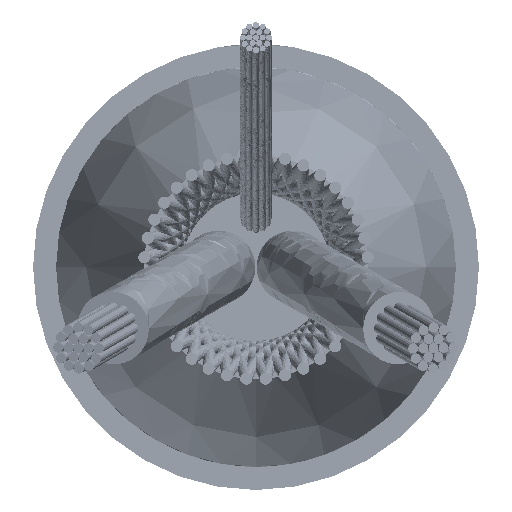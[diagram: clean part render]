
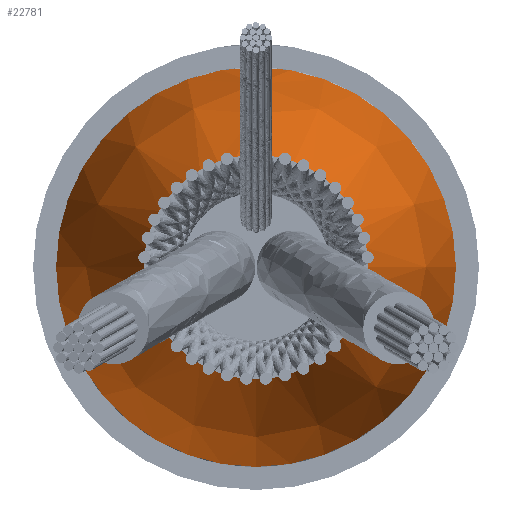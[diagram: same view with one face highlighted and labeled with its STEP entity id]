
A CAD part, front view. The second image highlights one B-rep face of the part: STEP entity #22781.
In plain terms, the highlighted free-form (B-spline) face has degree [2, 2] with [3, 9] control points.
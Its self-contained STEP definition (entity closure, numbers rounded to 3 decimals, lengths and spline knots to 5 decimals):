
#37=(
BOUNDED_SURFACE()
B_SPLINE_SURFACE(2,2,((#33402,#33403,#33404,#33405,#33406,#33407,#33408,
#33409,#33410),(#33411,#33412,#33413,#33414,#33415,#33416,#33417,#33418,
#33419),(#33420,#33421,#33422,#33423,#33424,#33425,#33426,#33427,#33428)),
 .UNSPECIFIED.,.F.,.T.,.F.)
B_SPLINE_SURFACE_WITH_KNOTS((3,3),(3,2,2,2,3),(0.1064,0.51577),
(-3.14159,-1.5708,0.,1.5708,3.14159),
 .UNSPECIFIED.)
GEOMETRIC_REPRESENTATION_ITEM()
RATIONAL_B_SPLINE_SURFACE(((1.,0.707,1.,0.707,1.,
0.707,1.,0.707,1.),(0.979,0.692,
0.979,0.692,0.979,0.692,0.979,
0.692,0.979),(1.,0.707,1.,0.707,
1.,0.707,1.,0.707,1.)))
REPRESENTATION_ITEM('')
SURFACE()
);
#2627=FACE_OUTER_BOUND('',#3758,.T.);
#3758=EDGE_LOOP('',(#15545,#15546,#15547,#15548));
#6499=CIRCLE('',#24268,0.0875);
#6500=CIRCLE('',#24270,0.156);
#6501=CIRCLE('',#24271,0.5505);
#8339=VERTEX_POINT('',#33397);
#8340=VERTEX_POINT('',#33400);
#11009=EDGE_CURVE('',#8339,#8339,#6499,.T.);
#11010=EDGE_CURVE('',#8340,#8340,#6500,.T.);
#11011=EDGE_CURVE('',#8339,#8340,#6501,.T.);
#15545=ORIENTED_EDGE('',*,*,#11009,.F.);
#15546=ORIENTED_EDGE('',*,*,#11011,.T.);
#15547=ORIENTED_EDGE('',*,*,#11010,.T.);
#15548=ORIENTED_EDGE('',*,*,#11011,.F.);
#22781=ADVANCED_FACE('',(#2627),#37,.F.);
#24268=AXIS2_PLACEMENT_3D('',#33398,#27214,#27215);
#24270=AXIS2_PLACEMENT_3D('',#33401,#27218,#27219);
#24271=AXIS2_PLACEMENT_3D('',#33429,#27220,#27221);
#27214=DIRECTION('center_axis',(1.,0.,0.));
#27215=DIRECTION('ref_axis',(0.,0.,-1.));
#27218=DIRECTION('center_axis',(1.,0.,0.));
#27219=DIRECTION('ref_axis',(0.,0.,-1.));
#27220=DIRECTION('center_axis',(0.,-1.,0.));
#27221=DIRECTION('ref_axis',(0.,0.,1.));
#33397=CARTESIAN_POINT('',(0.21305,0.,0.0875));
#33398=CARTESIAN_POINT('Origin',(0.21305,0.,0.));
#33400=CARTESIAN_POINT('',(0.,0.,0.156));
#33401=CARTESIAN_POINT('Origin',(0.,0.,0.));
#33402=CARTESIAN_POINT('Ctrl Pts',(0.,0.,0.156));
#33403=CARTESIAN_POINT('Ctrl Pts',(0.,-0.156,0.156));
#33404=CARTESIAN_POINT('Ctrl Pts',(0.,-0.156,0.));
#33405=CARTESIAN_POINT('Ctrl Pts',(0.,-0.156,-0.156));
#33406=CARTESIAN_POINT('Ctrl Pts',(0.,0.,-0.156));
#33407=CARTESIAN_POINT('Ctrl Pts',(0.,0.156,-0.156));
#33408=CARTESIAN_POINT('Ctrl Pts',(0.,0.156,0.));
#33409=CARTESIAN_POINT('Ctrl Pts',(0.,0.156,0.156));
#33410=CARTESIAN_POINT('Ctrl Pts',(0.,0.,0.156));
#33411=CARTESIAN_POINT('Ctrl Pts',(0.11363,0.,0.14386));
#33412=CARTESIAN_POINT('Ctrl Pts',(0.11363,-0.14386,
0.14386));
#33413=CARTESIAN_POINT('Ctrl Pts',(0.11363,-0.14386,
0.));
#33414=CARTESIAN_POINT('Ctrl Pts',(0.11363,-0.14386,
-0.14386));
#33415=CARTESIAN_POINT('Ctrl Pts',(0.11363,0.,-0.14386));
#33416=CARTESIAN_POINT('Ctrl Pts',(0.11363,0.14386,
-0.14386));
#33417=CARTESIAN_POINT('Ctrl Pts',(0.11363,0.14386,
0.));
#33418=CARTESIAN_POINT('Ctrl Pts',(0.11363,0.14386,
0.14386));
#33419=CARTESIAN_POINT('Ctrl Pts',(0.11363,0.,0.14386));
#33420=CARTESIAN_POINT('Ctrl Pts',(0.21305,0.,0.0875));
#33421=CARTESIAN_POINT('Ctrl Pts',(0.21305,-0.0875,
0.0875));
#33422=CARTESIAN_POINT('Ctrl Pts',(0.21305,-0.0875,
0.));
#33423=CARTESIAN_POINT('Ctrl Pts',(0.21305,-0.0875,
-0.0875));
#33424=CARTESIAN_POINT('Ctrl Pts',(0.21305,0.,-0.0875));
#33425=CARTESIAN_POINT('Ctrl Pts',(0.21305,0.0875,
-0.0875));
#33426=CARTESIAN_POINT('Ctrl Pts',(0.21305,0.0875,
0.));
#33427=CARTESIAN_POINT('Ctrl Pts',(0.21305,0.0875,
0.0875));
#33428=CARTESIAN_POINT('Ctrl Pts',(0.21305,0.,0.0875));
#33429=CARTESIAN_POINT('Origin',(-0.05846,0.,
-0.39138));
